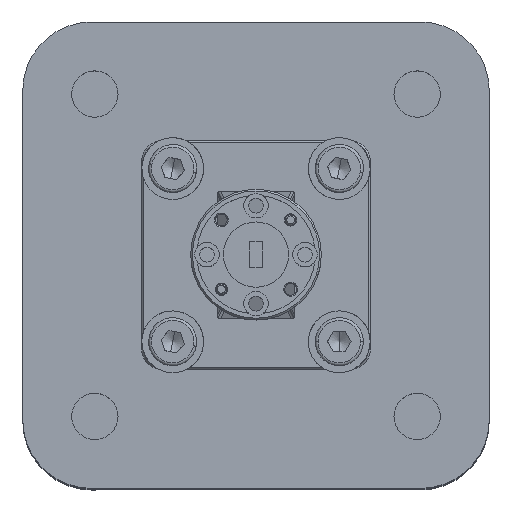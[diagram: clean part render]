
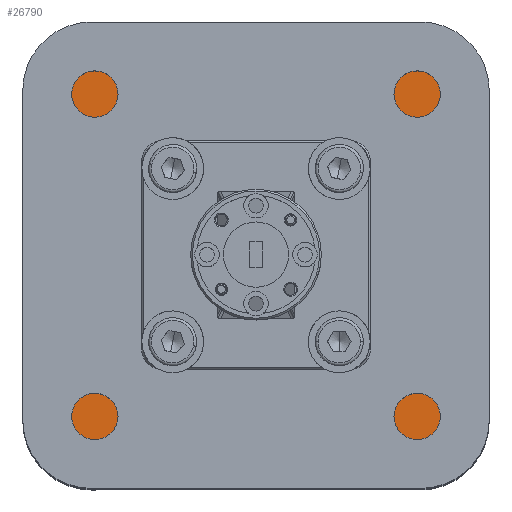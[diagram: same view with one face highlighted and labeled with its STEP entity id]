
A CAD part, top view. The second image highlights one B-rep face of the part: STEP entity #26790.
In plain terms, the highlighted planar face has unit normal (0, 0, 1).
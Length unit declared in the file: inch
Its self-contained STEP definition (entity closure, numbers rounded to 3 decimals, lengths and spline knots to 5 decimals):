
#322 = VERTEX_POINT ( 'NONE', #29536 ) ;
#780 = EDGE_CURVE ( 'NONE', #12098, #26004, #25027, .T. ) ;
#1225 = ORIENTED_EDGE ( 'NONE', *, *, #35071, .F. ) ;
#2322 = DIRECTION ( 'NONE',  ( 0., 0., -1. ) ) ;
#2589 = DIRECTION ( 'NONE',  ( 0., 0., -1. ) ) ;
#3525 = VERTEX_POINT ( 'NONE', #23948 ) ;
#3612 = LINE ( 'NONE', #17536, #33758 ) ;
#3669 = DIRECTION ( 'NONE',  ( 1., 0., 0. ) ) ;
#3986 = CIRCLE ( 'NONE', #23949, 0.3937 ) ;
#4240 = CARTESIAN_POINT ( 'NONE',  ( 1.26663, 1.10459, -0.79921 ) ) ;
#4540 = DIRECTION ( 'NONE',  ( 1., 0., 0. ) ) ;
#4666 = CIRCLE ( 'NONE', #12086, 0.3937 ) ;
#4751 = EDGE_CURVE ( 'NONE', #31551, #13723, #19944, .T. ) ;
#4830 = DIRECTION ( 'NONE',  ( 0., 1., 0. ) ) ;
#5037 = CARTESIAN_POINT ( 'NONE',  ( -1.41054, 1.10459, -0.79921 ) ) ;
#5063 = DIRECTION ( 'NONE',  ( 0., 0., -1. ) ) ;
#5265 = EDGE_LOOP ( 'NONE', ( #11422, #9291, #1225, #33222, #16236, #22444, #26278, #14293 ) ) ;
#5626 = CARTESIAN_POINT ( 'NONE',  ( 0.47923, -0.39147, -0.79921 ) ) ;
#5688 = PLANE ( 'NONE',  #23349 ) ;
#5772 = VECTOR ( 'NONE', #4830, 39.37008 ) ;
#5779 = CARTESIAN_POINT ( 'NONE',  ( -1.41054, -0.78517, -0.79921 ) ) ;
#7264 = EDGE_CURVE ( 'NONE', #29669, #31551, #3612, .T. ) ;
#7487 = CARTESIAN_POINT ( 'NONE',  ( -0.62314, -0.39147, -0.79921 ) ) ;
#7665 = LINE ( 'NONE', #7487, #9189 ) ;
#9189 = VECTOR ( 'NONE', #24099, 39.37008 ) ;
#9291 = ORIENTED_EDGE ( 'NONE', *, *, #28801, .F. ) ;
#10262 = CARTESIAN_POINT ( 'NONE',  ( -1.01684, 1.10459, -0.79921 ) ) ;
#10558 = EDGE_CURVE ( 'NONE', #322, #3525, #27681, .T. ) ;
#11217 = CARTESIAN_POINT ( 'NONE',  ( 0.56938, 0.15971, -0.79921 ) ) ;
#11267 = DIRECTION ( 'NONE',  ( 0., -1., 0. ) ) ;
#11409 = DIRECTION ( 'NONE',  ( -1., 0., 0. ) ) ;
#11422 = ORIENTED_EDGE ( 'NONE', *, *, #30046, .F. ) ;
#11579 = CARTESIAN_POINT ( 'NONE',  ( -0.39262, -1.17887, -0.79921 ) ) ;
#12086 = AXIS2_PLACEMENT_3D ( 'NONE', #12996, #15163, #28935 ) ;
#12098 = VERTEX_POINT ( 'NONE', #14057 ) ;
#12498 = AXIS2_PLACEMENT_3D ( 'NONE', #26802, #2322, #16082 ) ;
#12591 = LINE ( 'NONE', #31577, #33199 ) ;
#12707 = LINE ( 'NONE', #18419, #5772 ) ;
#12996 = CARTESIAN_POINT ( 'NONE',  ( 0.87293, 1.10459, -0.79921 ) ) ;
#13195 = VECTOR ( 'NONE', #31743, 39.37008 ) ;
#13723 = VERTEX_POINT ( 'NONE', #22443 ) ;
#14057 = CARTESIAN_POINT ( 'NONE',  ( -1.01684, -1.17887, -0.79921 ) ) ;
#14216 = CARTESIAN_POINT ( 'NONE',  ( -0.62314, -0.39147, -0.79921 ) ) ;
#14293 = ORIENTED_EDGE ( 'NONE', *, *, #20746, .F. ) ;
#15163 = DIRECTION ( 'NONE',  ( 0., 0., -1. ) ) ;
#16082 = DIRECTION ( 'NONE',  ( -1., 0., 0. ) ) ;
#16236 = ORIENTED_EDGE ( 'NONE', *, *, #31349, .F. ) ;
#16326 = LINE ( 'NONE', #24202, #26264 ) ;
#16403 = FACE_BOUND ( 'NONE', #23124, .T. ) ;
#16999 = ORIENTED_EDGE ( 'NONE', *, *, #31030, .F. ) ;
#17426 = CARTESIAN_POINT ( 'NONE',  ( 0.24871, 1.49829, -0.79921 ) ) ;
#17536 = CARTESIAN_POINT ( 'NONE',  ( 1.26663, 0.63215, -0.79921 ) ) ;
#17959 = LINE ( 'NONE', #17426, #21765 ) ;
#18419 = CARTESIAN_POINT ( 'NONE',  ( 0.47923, 0.71089, -0.79921 ) ) ;
#18576 = DIRECTION ( 'NONE',  ( 0., 0., -1. ) ) ;
#19340 = CARTESIAN_POINT ( 'NONE',  ( 1.26663, -0.78517, -0.79921 ) ) ;
#19344 = AXIS2_PLACEMENT_3D ( 'NONE', #28512, #5063, #21671 ) ;
#19915 = VERTEX_POINT ( 'NONE', #5037 ) ;
#19944 = CIRCLE ( 'NONE', #19344, 0.3937 ) ;
#20436 = EDGE_CURVE ( 'NONE', #21988, #322, #12707, .T. ) ;
#20746 = EDGE_CURVE ( 'NONE', #33358, #29669, #4666, .T. ) ;
#21671 = DIRECTION ( 'NONE',  ( 0., -1., 0. ) ) ;
#21765 = VECTOR ( 'NONE', #3669, 39.37008 ) ;
#21782 = FACE_OUTER_BOUND ( 'NONE', #5265, .T. ) ;
#21988 = VERTEX_POINT ( 'NONE', #5626 ) ;
#22443 = CARTESIAN_POINT ( 'NONE',  ( 0.87293, -1.17887, -0.79921 ) ) ;
#22444 = ORIENTED_EDGE ( 'NONE', *, *, #4751, .F. ) ;
#22462 = VERTEX_POINT ( 'NONE', #22683 ) ;
#22645 = ORIENTED_EDGE ( 'NONE', *, *, #31381, .F. ) ;
#22683 = CARTESIAN_POINT ( 'NONE',  ( -1.01684, 1.49829, -0.79921 ) ) ;
#23124 = EDGE_LOOP ( 'NONE', ( #24366, #28409, #22645, #16999 ) ) ;
#23349 = AXIS2_PLACEMENT_3D ( 'NONE', #11217, #18576, #29656 ) ;
#23841 = DIRECTION ( 'NONE',  ( 0., 1., 0. ) ) ;
#23948 = CARTESIAN_POINT ( 'NONE',  ( -0.62314, 0.71089, -0.79921 ) ) ;
#23949 = AXIS2_PLACEMENT_3D ( 'NONE', #10262, #2589, #29941 ) ;
#24099 = DIRECTION ( 'NONE',  ( 0., -1., 0. ) ) ;
#24202 = CARTESIAN_POINT ( 'NONE',  ( -1.41054, -0.31273, -0.79921 ) ) ;
#24366 = ORIENTED_EDGE ( 'NONE', *, *, #10558, .F. ) ;
#24980 = CARTESIAN_POINT ( 'NONE',  ( -0.62314, 0.71089, -0.79921 ) ) ;
#25027 = CIRCLE ( 'NONE', #12498, 0.3937 ) ;
#25874 = CARTESIAN_POINT ( 'NONE',  ( 0.87293, 1.49829, -0.79921 ) ) ;
#25924 = VECTOR ( 'NONE', #11409, 39.37008 ) ;
#26004 = VERTEX_POINT ( 'NONE', #5779 ) ;
#26264 = VECTOR ( 'NONE', #23841, 39.37008 ) ;
#26278 = ORIENTED_EDGE ( 'NONE', *, *, #7264, .F. ) ;
#26790 = ADVANCED_FACE ( 'NONE', ( #21782, #16403 ), #5688, .F. ) ;
#26802 = CARTESIAN_POINT ( 'NONE',  ( -1.01684, -0.78517, -0.79921 ) ) ;
#27681 = LINE ( 'NONE', #24980, #25924 ) ;
#27833 = LINE ( 'NONE', #11579, #13195 ) ;
#28409 = ORIENTED_EDGE ( 'NONE', *, *, #20436, .F. ) ;
#28512 = CARTESIAN_POINT ( 'NONE',  ( 0.87293, -0.78517, -0.79921 ) ) ;
#28801 = EDGE_CURVE ( 'NONE', #19915, #22462, #3986, .T. ) ;
#28935 = DIRECTION ( 'NONE',  ( 1., 0., 0. ) ) ;
#29536 = CARTESIAN_POINT ( 'NONE',  ( 0.47923, 0.71089, -0.79921 ) ) ;
#29656 = DIRECTION ( 'NONE',  ( 0., -1., 0. ) ) ;
#29669 = VERTEX_POINT ( 'NONE', #4240 ) ;
#29941 = DIRECTION ( 'NONE',  ( 0., 1., 0. ) ) ;
#30046 = EDGE_CURVE ( 'NONE', #22462, #33358, #17959, .T. ) ;
#31030 = EDGE_CURVE ( 'NONE', #3525, #33533, #7665, .T. ) ;
#31349 = EDGE_CURVE ( 'NONE', #13723, #12098, #27833, .T. ) ;
#31381 = EDGE_CURVE ( 'NONE', #33533, #21988, #12591, .T. ) ;
#31551 = VERTEX_POINT ( 'NONE', #19340 ) ;
#31577 = CARTESIAN_POINT ( 'NONE',  ( 0.47923, -0.39147, -0.79921 ) ) ;
#31743 = DIRECTION ( 'NONE',  ( -1., 0., 0. ) ) ;
#33199 = VECTOR ( 'NONE', #4540, 39.37008 ) ;
#33222 = ORIENTED_EDGE ( 'NONE', *, *, #780, .F. ) ;
#33358 = VERTEX_POINT ( 'NONE', #25874 ) ;
#33533 = VERTEX_POINT ( 'NONE', #14216 ) ;
#33758 = VECTOR ( 'NONE', #11267, 39.37008 ) ;
#35071 = EDGE_CURVE ( 'NONE', #26004, #19915, #16326, .T. ) ;
